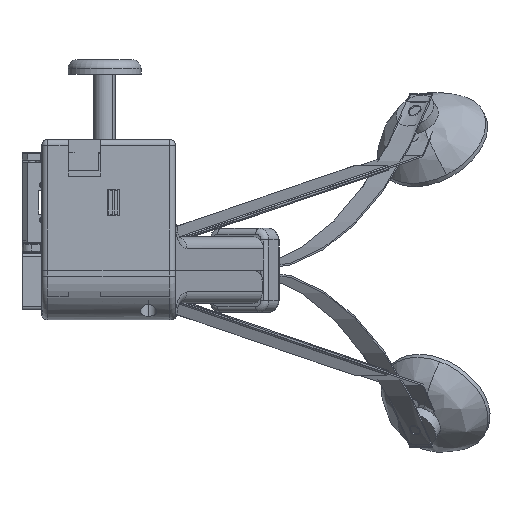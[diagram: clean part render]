
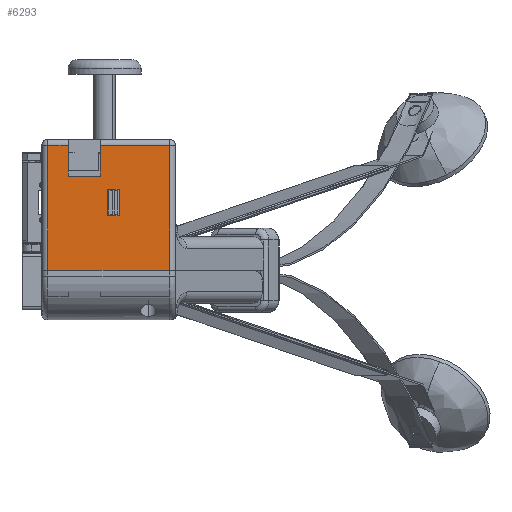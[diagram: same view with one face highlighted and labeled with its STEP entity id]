
A CAD part, left-side view. The second image highlights one B-rep face of the part: STEP entity #6293.
In plain terms, the highlighted planar face has unit normal (-1, 0, 0).
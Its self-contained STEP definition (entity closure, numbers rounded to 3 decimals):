
#50 = CARTESIAN_POINT ( 'NONE',  ( -144.612, 66.256, 59.876 ) ) ;
#69 = ORIENTED_EDGE ( 'NONE', *, *, #4918, .T. ) ;
#96 = PLANE ( 'NONE',  #5626 ) ;
#239 = DIRECTION ( 'NONE',  ( 0., 0., 1. ) ) ;
#385 = LINE ( 'NONE', #16771, #14896 ) ;
#439 = ORIENTED_EDGE ( 'NONE', *, *, #13576, .F. ) ;
#1071 = VECTOR ( 'NONE', #4776, 1000. ) ;
#1261 = CARTESIAN_POINT ( 'NONE',  ( -144.612, 57.556, 49.376 ) ) ;
#1397 = CARTESIAN_POINT ( 'NONE',  ( -144.612, 46.156, 49.376 ) ) ;
#1433 = EDGE_LOOP ( 'NONE', ( #16014, #21238, #18483, #19894, #7712, #69, #19085, #9567 ) ) ;
#1790 = CARTESIAN_POINT ( 'NONE',  ( -144.612, 22.506, -156.652 ) ) ;
#2057 = VECTOR ( 'NONE', #239, 1000. ) ;
#2461 = LINE ( 'NONE', #10256, #14308 ) ;
#3105 = EDGE_CURVE ( 'NONE', #20260, #13760, #13763, .T. ) ;
#3132 = CARTESIAN_POINT ( 'NONE',  ( -144.612, 43.756, 35.876 ) ) ;
#3329 = CARTESIAN_POINT ( 'NONE',  ( -144.612, 22.506, 59.876 ) ) ;
#3435 = CARTESIAN_POINT ( 'NONE',  ( -144.612, 64.256, -156.652 ) ) ;
#3552 = CARTESIAN_POINT ( 'NONE',  ( -144.612, 46.156, -156.652 ) ) ;
#3794 = EDGE_CURVE ( 'NONE', #15370, #6185, #9515, .T. ) ;
#3848 = VERTEX_POINT ( 'NONE', #15396 ) ;
#3852 = LINE ( 'NONE', #16510, #6697 ) ;
#4144 = FACE_OUTER_BOUND ( 'NONE', #1433, .T. ) ;
#4776 = DIRECTION ( 'NONE',  ( 0., 0., -1. ) ) ;
#4793 = CARTESIAN_POINT ( 'NONE',  ( -144.612, 64.256, 59.876 ) ) ;
#4918 = EDGE_CURVE ( 'NONE', #11521, #20675, #2461, .T. ) ;
#5158 = DIRECTION ( 'NONE',  ( 1., 0., 0. ) ) ;
#5301 = DIRECTION ( 'NONE',  ( 0., 0., -1. ) ) ;
#5381 = CARTESIAN_POINT ( 'NONE',  ( -144.612, 66.256, -156.652 ) ) ;
#5416 = DIRECTION ( 'NONE',  ( 0., 0., -1. ) ) ;
#5626 = AXIS2_PLACEMENT_3D ( 'NONE', #5381, #5158, #5301 ) ;
#6185 = VERTEX_POINT ( 'NONE', #4793 ) ;
#6250 = CARTESIAN_POINT ( 'NONE',  ( -144.612, 66.256, 17.126 ) ) ;
#6293 = ADVANCED_FACE ( 'NONE', ( #4144, #8608 ), #96, .F. ) ;
#6601 = VERTEX_POINT ( 'NONE', #15125 ) ;
#6642 = DIRECTION ( 'NONE',  ( 0., 1., 0. ) ) ;
#6697 = VECTOR ( 'NONE', #17085, 1000. ) ;
#6744 = EDGE_CURVE ( 'NONE', #20675, #17048, #20958, .T. ) ;
#7021 = CARTESIAN_POINT ( 'NONE',  ( -144.612, 43.756, 44.876 ) ) ;
#7293 = LINE ( 'NONE', #21079, #7828 ) ;
#7592 = EDGE_CURVE ( 'NONE', #3848, #8027, #16873, .T. ) ;
#7712 = ORIENTED_EDGE ( 'NONE', *, *, #8738, .T. ) ;
#7828 = VECTOR ( 'NONE', #10925, 1000. ) ;
#8027 = VERTEX_POINT ( 'NONE', #19661 ) ;
#8608 = FACE_BOUND ( 'NONE', #10576, .T. ) ;
#8738 = EDGE_CURVE ( 'NONE', #3848, #11521, #10984, .T. ) ;
#9416 = CARTESIAN_POINT ( 'NONE',  ( -144.612, 46.156, 59.876 ) ) ;
#9515 = LINE ( 'NONE', #50, #12142 ) ;
#9567 = ORIENTED_EDGE ( 'NONE', *, *, #9965, .F. ) ;
#9705 = EDGE_CURVE ( 'NONE', #6185, #8027, #18448, .T. ) ;
#9965 = EDGE_CURVE ( 'NONE', #6601, #17048, #19517, .T. ) ;
#10256 = CARTESIAN_POINT ( 'NONE',  ( -144.612, 66.256, 59.876 ) ) ;
#10333 = DIRECTION ( 'NONE',  ( 0., 1., 0. ) ) ;
#10527 = VECTOR ( 'NONE', #12843, 1000. ) ;
#10576 = EDGE_LOOP ( 'NONE', ( #14723, #13610, #12226, #439 ) ) ;
#10925 = DIRECTION ( 'NONE',  ( 0., 0., 1. ) ) ;
#10984 = LINE ( 'NONE', #1790, #2057 ) ;
#11075 = VERTEX_POINT ( 'NONE', #13664 ) ;
#11108 = VERTEX_POINT ( 'NONE', #7021 ) ;
#11382 = VECTOR ( 'NONE', #16835, 1000. ) ;
#11521 = VERTEX_POINT ( 'NONE', #3329 ) ;
#11993 = CARTESIAN_POINT ( 'NONE',  ( -144.612, 39.756, 35.876 ) ) ;
#12142 = VECTOR ( 'NONE', #6642, 1000. ) ;
#12226 = ORIENTED_EDGE ( 'NONE', *, *, #15229, .F. ) ;
#12350 = EDGE_CURVE ( 'NONE', #13760, #11075, #7293, .T. ) ;
#12843 = DIRECTION ( 'NONE',  ( 0., -1., 0. ) ) ;
#13459 = CARTESIAN_POINT ( 'NONE',  ( -144.612, 57.156, 59.876 ) ) ;
#13576 = EDGE_CURVE ( 'NONE', #11075, #11108, #385, .T. ) ;
#13610 = ORIENTED_EDGE ( 'NONE', *, *, #3105, .F. ) ;
#13664 = CARTESIAN_POINT ( 'NONE',  ( -144.612, 39.756, 44.876 ) ) ;
#13760 = VERTEX_POINT ( 'NONE', #11993 ) ;
#13763 = LINE ( 'NONE', #20042, #11382 ) ;
#14308 = VECTOR ( 'NONE', #10333, 1000. ) ;
#14723 = ORIENTED_EDGE ( 'NONE', *, *, #12350, .F. ) ;
#14896 = VECTOR ( 'NONE', #14999, 1000. ) ;
#14999 = DIRECTION ( 'NONE',  ( 0., 1., 0. ) ) ;
#15125 = CARTESIAN_POINT ( 'NONE',  ( -144.612, 57.156, 49.376 ) ) ;
#15229 = EDGE_CURVE ( 'NONE', #11108, #20260, #16895, .T. ) ;
#15370 = VERTEX_POINT ( 'NONE', #13459 ) ;
#15396 = CARTESIAN_POINT ( 'NONE',  ( -144.612, 22.506, 17.126 ) ) ;
#15968 = EDGE_CURVE ( 'NONE', #15370, #6601, #3852, .T. ) ;
#16014 = ORIENTED_EDGE ( 'NONE', *, *, #15968, .F. ) ;
#16339 = VECTOR ( 'NONE', #17788, 1000. ) ;
#16510 = CARTESIAN_POINT ( 'NONE',  ( -144.612, 57.156, 59.876 ) ) ;
#16541 = VECTOR ( 'NONE', #17195, 1000. ) ;
#16771 = CARTESIAN_POINT ( 'NONE',  ( -144.612, 43.756, 44.876 ) ) ;
#16835 = DIRECTION ( 'NONE',  ( 0., -1., 0. ) ) ;
#16873 = LINE ( 'NONE', #6250, #16339 ) ;
#16895 = LINE ( 'NONE', #3132, #1071 ) ;
#17048 = VERTEX_POINT ( 'NONE', #1397 ) ;
#17085 = DIRECTION ( 'NONE',  ( 0., 0., -1. ) ) ;
#17195 = DIRECTION ( 'NONE',  ( 0., 0., -1. ) ) ;
#17788 = DIRECTION ( 'NONE',  ( 0., 1., 0. ) ) ;
#18448 = LINE ( 'NONE', #3435, #16541 ) ;
#18483 = ORIENTED_EDGE ( 'NONE', *, *, #9705, .T. ) ;
#19085 = ORIENTED_EDGE ( 'NONE', *, *, #6744, .T. ) ;
#19517 = LINE ( 'NONE', #1261, #10527 ) ;
#19640 = CARTESIAN_POINT ( 'NONE',  ( -144.612, 43.756, 35.876 ) ) ;
#19661 = CARTESIAN_POINT ( 'NONE',  ( -144.612, 64.256, 17.126 ) ) ;
#19894 = ORIENTED_EDGE ( 'NONE', *, *, #7592, .F. ) ;
#20042 = CARTESIAN_POINT ( 'NONE',  ( -144.612, 43.756, 35.876 ) ) ;
#20260 = VERTEX_POINT ( 'NONE', #19640 ) ;
#20675 = VERTEX_POINT ( 'NONE', #9416 ) ;
#20698 = VECTOR ( 'NONE', #5416, 1000. ) ;
#20958 = LINE ( 'NONE', #3552, #20698 ) ;
#21079 = CARTESIAN_POINT ( 'NONE',  ( -144.612, 39.756, 35.876 ) ) ;
#21238 = ORIENTED_EDGE ( 'NONE', *, *, #3794, .T. ) ;
